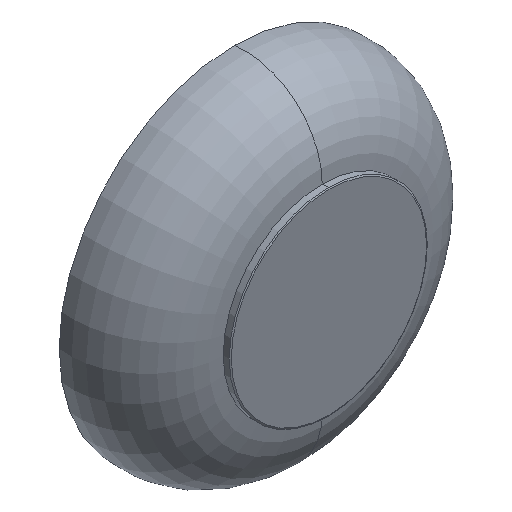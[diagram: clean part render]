
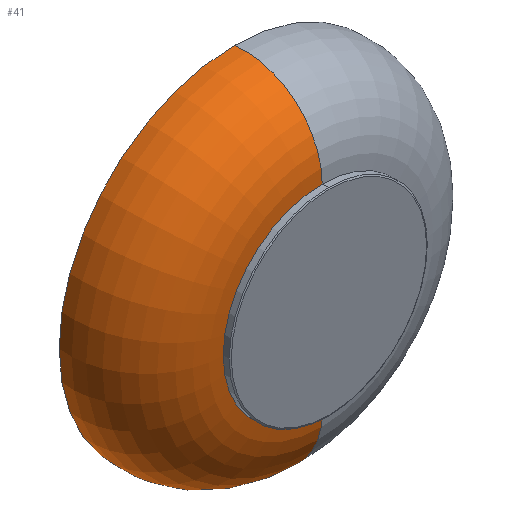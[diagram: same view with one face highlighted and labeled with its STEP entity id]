
A CAD part, isometric view. The second image highlights one B-rep face of the part: STEP entity #41.
In plain terms, the highlighted toroidal (fillet/blend) face has major radius 366 mm and minor radius 284 mm.
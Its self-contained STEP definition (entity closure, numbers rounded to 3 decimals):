
#5 = ORIENTED_EDGE ( 'NONE', *, *, #143, .F. ) ;
#30 = DIRECTION ( 'NONE',  ( 0., 0., -1. ) ) ;
#32 = DIRECTION ( 'NONE',  ( 0., 0., 1. ) ) ;
#39 = CARTESIAN_POINT ( 'NONE',  ( 0., 309., 366. ) ) ;
#41 = ADVANCED_FACE ( 'NONE', ( #156 ), #238, .T. ) ;
#49 = CARTESIAN_POINT ( 'NONE',  ( 0., 309., 0. ) ) ;
#66 = CARTESIAN_POINT ( 'NONE',  ( 0., 309., -366. ) ) ;
#77 = ORIENTED_EDGE ( 'NONE', *, *, #397, .T. ) ;
#91 = CARTESIAN_POINT ( 'NONE',  ( 0., 350., 647.025 ) ) ;
#96 = CIRCLE ( 'NONE', #217, 284. ) ;
#105 = DIRECTION ( 'NONE',  ( 0., 0., 1. ) ) ;
#107 = ORIENTED_EDGE ( 'NONE', *, *, #245, .T. ) ;
#113 = VERTEX_POINT ( 'NONE', #223 ) ;
#119 = DIRECTION ( 'NONE',  ( 0., 1., 0. ) ) ;
#125 = DIRECTION ( 'NONE',  ( 0., 0., 1. ) ) ;
#136 = DIRECTION ( 'NONE',  ( 0., 1., 0. ) ) ;
#143 = EDGE_CURVE ( 'NONE', #354, #160, #265, .T. ) ;
#148 = AXIS2_PLACEMENT_3D ( 'NONE', #168, #136, #105 ) ;
#156 = FACE_OUTER_BOUND ( 'NONE', #182, .T. ) ;
#160 = VERTEX_POINT ( 'NONE', #91 ) ;
#168 = CARTESIAN_POINT ( 'NONE',  ( 0., 25., 0. ) ) ;
#182 = EDGE_LOOP ( 'NONE', ( #395, #77, #107, #5 ) ) ;
#216 = AXIS2_PLACEMENT_3D ( 'NONE', #39, #423, #32 ) ;
#217 = AXIS2_PLACEMENT_3D ( 'NONE', #66, #344, #30 ) ;
#223 = CARTESIAN_POINT ( 'NONE',  ( 0., 25., 366. ) ) ;
#238 = TOROIDAL_SURFACE ( 'NONE', #275, 366., 284. ) ;
#245 = EDGE_CURVE ( 'NONE', #113, #160, #425, .T. ) ;
#263 = CARTESIAN_POINT ( 'NONE',  ( 0., 350., 0. ) ) ;
#265 = CIRCLE ( 'NONE', #312, 647.025 ) ;
#275 = AXIS2_PLACEMENT_3D ( 'NONE', #49, #119, #292 ) ;
#292 = DIRECTION ( 'NONE',  ( 0., 0., 1. ) ) ;
#293 = DIRECTION ( 'NONE',  ( 0., 1., 0. ) ) ;
#312 = AXIS2_PLACEMENT_3D ( 'NONE', #263, #293, #125 ) ;
#344 = DIRECTION ( 'NONE',  ( 1., 0., 0. ) ) ;
#349 = CARTESIAN_POINT ( 'NONE',  ( 0., 350., -647.025 ) ) ;
#354 = VERTEX_POINT ( 'NONE', #349 ) ;
#374 = CIRCLE ( 'NONE', #148, 366. ) ;
#375 = VERTEX_POINT ( 'NONE', #381 ) ;
#381 = CARTESIAN_POINT ( 'NONE',  ( 0., 25., -366. ) ) ;
#389 = EDGE_CURVE ( 'NONE', #375, #354, #96, .T. ) ;
#395 = ORIENTED_EDGE ( 'NONE', *, *, #389, .F. ) ;
#397 = EDGE_CURVE ( 'NONE', #375, #113, #374, .T. ) ;
#423 = DIRECTION ( 'NONE',  ( -1., 0., 0. ) ) ;
#425 = CIRCLE ( 'NONE', #216, 284. ) ;
